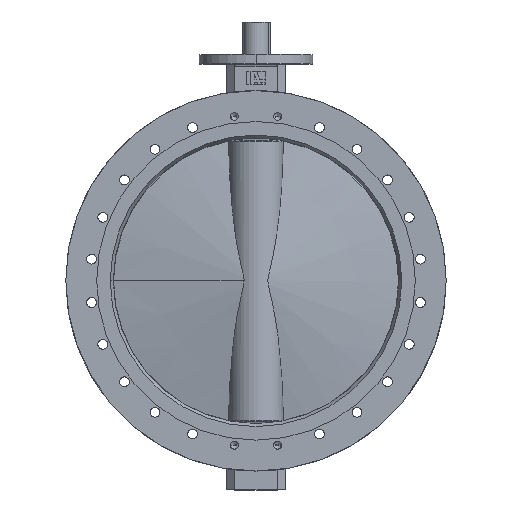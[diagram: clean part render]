
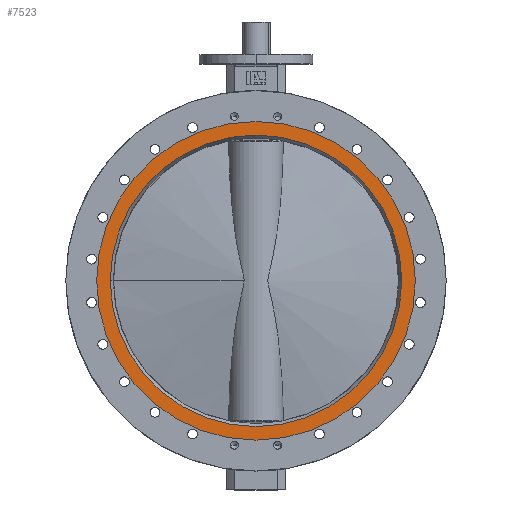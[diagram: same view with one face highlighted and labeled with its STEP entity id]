
A CAD part, top view. The second image highlights one B-rep face of the part: STEP entity #7523.
In plain terms, the highlighted planar face has unit normal (0, 0, 1).
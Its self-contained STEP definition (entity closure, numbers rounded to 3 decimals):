
#447 = DIRECTION ( 'NONE',  ( 0., 0., 1. ) ) ;
#448 = CARTESIAN_POINT ( 'NONE',  ( 0., 0., 101.5 ) ) ;
#449 = PLANE ( 'NONE',  #1042 ) ;
#451 = DIRECTION ( 'NONE',  ( 1., 0., 0. ) ) ;
#740 = FACE_BOUND ( 'NONE', #2707, .T. ) ;
#748 = FACE_OUTER_BOUND ( 'NONE', #2704, .T. ) ;
#1042 = AXIS2_PLACEMENT_3D ( 'NONE', #448, #447, #451 ) ;
#1496 = VERTEX_POINT ( 'NONE', #3686 ) ;
#1497 = VERTEX_POINT ( 'NONE', #3687 ) ;
#1498 = VERTEX_POINT ( 'NONE', #3688 ) ;
#1499 = VERTEX_POINT ( 'NONE', #3689 ) ;
#2704 = EDGE_LOOP ( 'NONE', ( #7678, #7679 ) ) ;
#2707 = EDGE_LOOP ( 'NONE', ( #7676, #7677 ) ) ;
#3418 = EDGE_CURVE ( 'NONE', #1497, #1498, #9145, .T. ) ;
#3422 = EDGE_CURVE ( 'NONE', #1499, #1496, #9151, .T. ) ;
#3426 = EDGE_CURVE ( 'NONE', #1498, #1497, #9158, .T. ) ;
#3427 = EDGE_CURVE ( 'NONE', #1496, #1499, #9163, .T. ) ;
#3686 = CARTESIAN_POINT ( 'NONE',  ( -490., 0., 101.5 ) ) ;
#3687 = CARTESIAN_POINT ( 'NONE',  ( 448.16, 0., 101.5 ) ) ;
#3688 = CARTESIAN_POINT ( 'NONE',  ( -448.16, 0., 101.5 ) ) ;
#3689 = CARTESIAN_POINT ( 'NONE',  ( 490., 0., 101.5 ) ) ;
#6355 = AXIS2_PLACEMENT_3D ( 'NONE', #8649, #8650, #8651 ) ;
#6356 = AXIS2_PLACEMENT_3D ( 'NONE', #8658, #8659, #8660 ) ;
#6358 = AXIS2_PLACEMENT_3D ( 'NONE', #8665, #8666, #8667 ) ;
#6359 = AXIS2_PLACEMENT_3D ( 'NONE', #8668, #8669, #8670 ) ;
#7523 = ADVANCED_FACE ( 'NONE', ( #740, #748 ), #449, .T. ) ;
#7676 = ORIENTED_EDGE ( 'NONE', *, *, #3418, .T. ) ;
#7677 = ORIENTED_EDGE ( 'NONE', *, *, #3426, .T. ) ;
#7678 = ORIENTED_EDGE ( 'NONE', *, *, #3427, .T. ) ;
#7679 = ORIENTED_EDGE ( 'NONE', *, *, #3422, .T. ) ;
#8649 = CARTESIAN_POINT ( 'NONE',  ( 0., 0., 101.5 ) ) ;
#8650 = DIRECTION ( 'NONE',  ( 0., 0., -1. ) ) ;
#8651 = DIRECTION ( 'NONE',  ( 1., 0., 0. ) ) ;
#8658 = CARTESIAN_POINT ( 'NONE',  ( 0., 0., 101.5 ) ) ;
#8659 = DIRECTION ( 'NONE',  ( 0., 0., 1. ) ) ;
#8660 = DIRECTION ( 'NONE',  ( 1., 0., 0. ) ) ;
#8665 = CARTESIAN_POINT ( 'NONE',  ( 0., 0., 101.5 ) ) ;
#8666 = DIRECTION ( 'NONE',  ( 0., 0., -1. ) ) ;
#8667 = DIRECTION ( 'NONE',  ( 1., 0., 0. ) ) ;
#8668 = CARTESIAN_POINT ( 'NONE',  ( 0., 0., 101.5 ) ) ;
#8669 = DIRECTION ( 'NONE',  ( 0., 0., 1. ) ) ;
#8670 = DIRECTION ( 'NONE',  ( 1., 0., 0. ) ) ;
#9145 = CIRCLE ( 'NONE', #6355, 448.16 ) ;
#9151 = CIRCLE ( 'NONE', #6356, 490. ) ;
#9158 = CIRCLE ( 'NONE', #6358, 448.16 ) ;
#9163 = CIRCLE ( 'NONE', #6359, 490. ) ;
